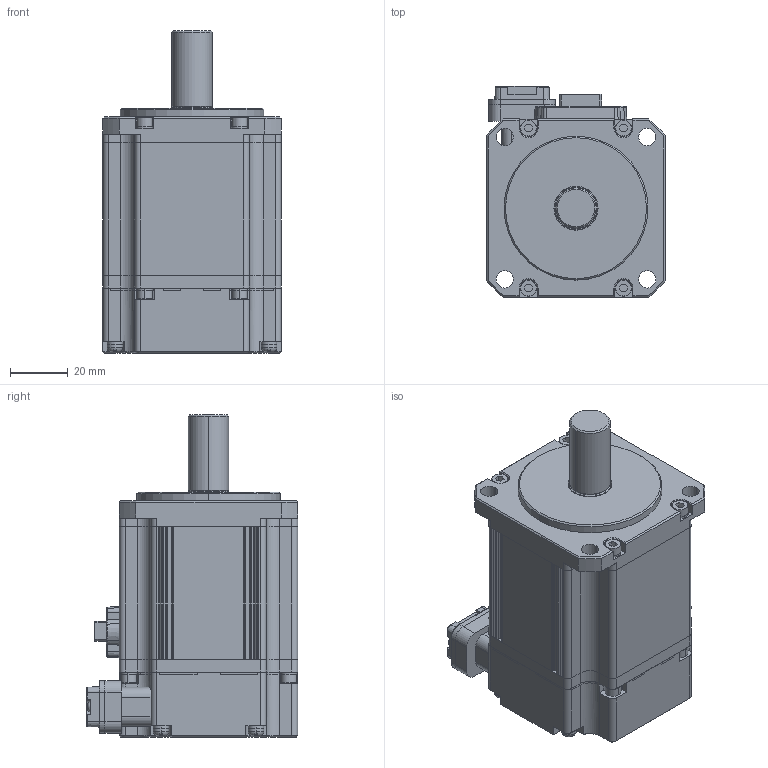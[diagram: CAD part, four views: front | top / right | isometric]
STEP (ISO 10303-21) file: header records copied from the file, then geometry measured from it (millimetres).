
FILE_DESCRIPTION (( 'STEP AP214' ), '1' );
FILE_NAME ('SLM06GA042G02_Out Line(APMC-FBL02AYN).STEP', '2019-07-25T08:57:13', ( '' ), ( '' ), 'SwSTEP 2.0', 'SolidWorks 2011', '' );
FILE_SCHEMA (( 'AUTOMOTIVE_DESIGN' ));
Length unit declared in the file: millimetre
Products named in the file (1): SLM06GA042G02_Out Line(APMC-FBL02AYN)
Bounding box: 62 x 73.5 x 112.2 mm (x, y, z)
Volume: 291382.6 mm3; surface area: 70185 mm2
Topology: 44 solids, 44 shells, 1837 faces, 4816 edges, 3131 vertices
Faces by surface type: plane 1183, cylinder 466, bspline 101, cone 67, torus 20
Entity records: 80968 total; most frequent: CARTESIAN_POINT 15201, ORIENTED_EDGE 9604, DIRECTION 8871, EDGE_CURVE 4802, LINE 3357, VECTOR 3357, VERTEX_POINT 3131, AXIS2_PLACEMENT_3D 2757
